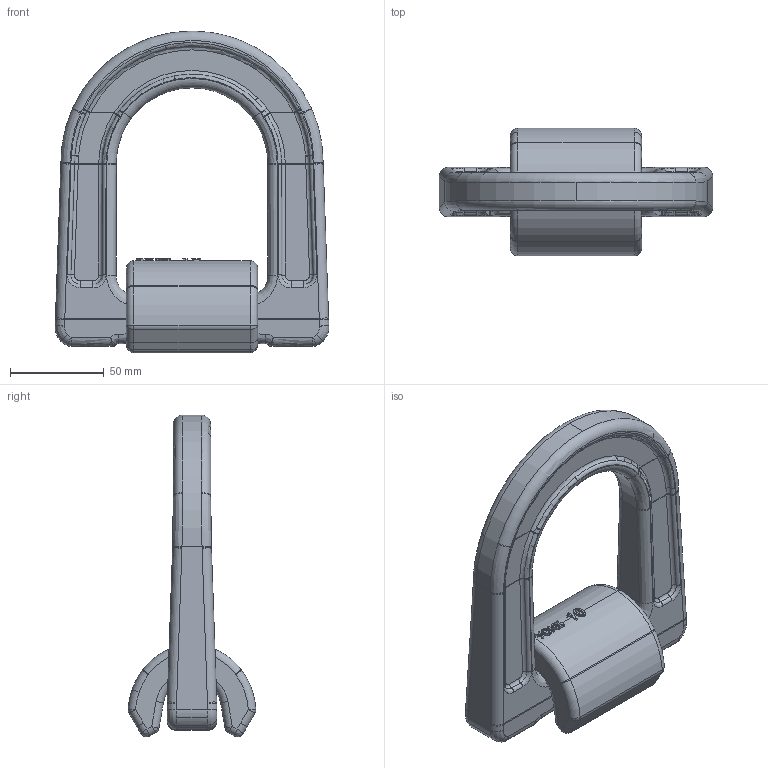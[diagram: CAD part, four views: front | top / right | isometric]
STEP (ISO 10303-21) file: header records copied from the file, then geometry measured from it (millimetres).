
FILE_DESCRIPTION(('CATIA V5 STEP Exchange'),'2;1');
FILE_NAME('8-057-10&8-0573-10.stp','2014-08-20T01:40:50+00:00',('none'),('none'),'CATIA Version 5 Release 21 GA (IN-10)','CATIA V5 STEP AP214','none');
FILE_SCHEMA(('AUTOMOTIVE_DESIGN { 1 0 10303 214 1 1 1 1 }'));
Length unit declared in the file: millimetre
Products named in the file (1): 8-057-10&8-0573-10
Bounding box: 146.1 x 68.21 x 171.8 mm (x, y, z)
Volume: 389406.2 mm3; surface area: 60410.1 mm2
Topology: 1 solids, 1 shells, 830 faces, 2219 edges, 1378 vertices
Faces by surface type: plane 438, bspline 172, cylinder 151, torus 54, sphere 12, extrusion 3
Entity records: 36643 total; most frequent: CARTESIAN_POINT 18902, ORIENTED_EDGE 4398, DIRECTION 2426, EDGE_CURVE 2199, VERTEX_POINT 1378, VECTOR 1036, LINE 1033, B_SPLINE_CURVE_WITH_KNOTS 927
